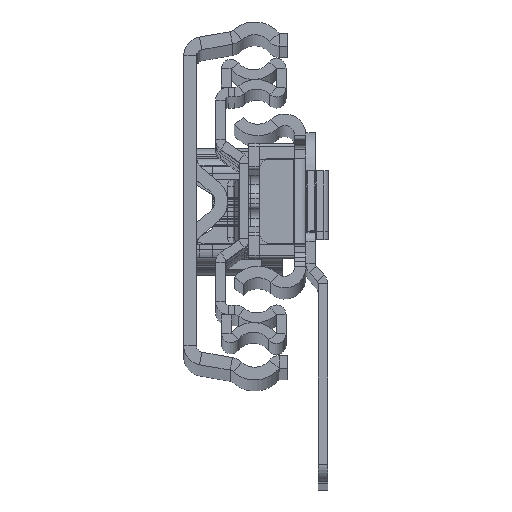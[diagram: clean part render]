
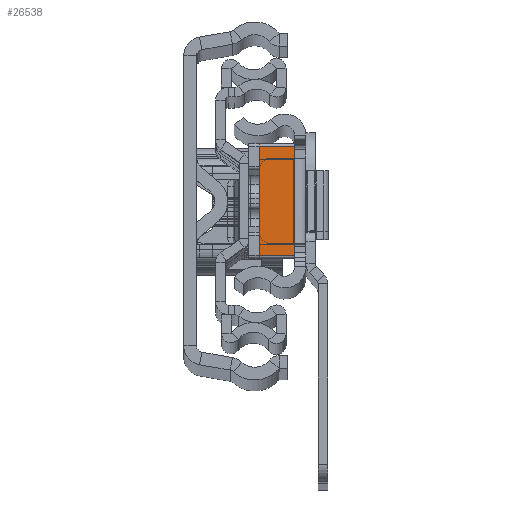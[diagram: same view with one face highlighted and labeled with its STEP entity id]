
A CAD part, top view. The second image highlights one B-rep face of the part: STEP entity #26538.
In plain terms, the highlighted planar face has unit normal (0, 0, 1).
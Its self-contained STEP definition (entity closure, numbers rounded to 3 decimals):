
#2142 = EDGE_LOOP ( 'NONE', ( #8438, #26599, #32065, #17043 ) ) ;
#2567 = DIRECTION ( 'NONE',  ( 1., 0., 0. ) ) ;
#2892 = CARTESIAN_POINT ( 'NONE',  ( 0., 11114.482, 0. ) ) ;
#3588 = VERTEX_POINT ( 'NONE', #17923 ) ;
#4106 = EDGE_CURVE ( 'NONE', #10576, #19418, #11035, .T. ) ;
#4479 = VECTOR ( 'NONE', #26801, 1000. ) ;
#7274 = CARTESIAN_POINT ( 'NONE',  ( 0., -8.5, 0. ) ) ;
#7852 = PLANE ( 'NONE',  #25563 ) ;
#8438 = ORIENTED_EDGE ( 'NONE', *, *, #4106, .T. ) ;
#9292 = LINE ( 'NONE', #29254, #4479 ) ;
#10576 = VERTEX_POINT ( 'NONE', #11732 ) ;
#11035 = LINE ( 'NONE', #21030, #21418 ) ;
#11732 = CARTESIAN_POINT ( 'NONE',  ( 0., 8.5, 0. ) ) ;
#15338 = EDGE_CURVE ( 'NONE', #3588, #10576, #17421, .T. ) ;
#15357 = DIRECTION ( 'NONE',  ( 0., 0., 1. ) ) ;
#16561 = CARTESIAN_POINT ( 'NONE',  ( 0., -8.5, 0. ) ) ;
#17043 = ORIENTED_EDGE ( 'NONE', *, *, #15338, .T. ) ;
#17421 = LINE ( 'NONE', #27445, #23055 ) ;
#17499 = VECTOR ( 'NONE', #27240, 1000. ) ;
#17737 = DIRECTION ( 'NONE',  ( -1., 0., 0. ) ) ;
#17923 = CARTESIAN_POINT ( 'NONE',  ( 5.5, 8.5, 0. ) ) ;
#18544 = DIRECTION ( 'NONE',  ( 0., -1., 0. ) ) ;
#19418 = VERTEX_POINT ( 'NONE', #16561 ) ;
#19697 = LINE ( 'NONE', #7274, #17499 ) ;
#21030 = CARTESIAN_POINT ( 'NONE',  ( 0., 11114.482, 0. ) ) ;
#21418 = VECTOR ( 'NONE', #18544, 1000. ) ;
#23055 = VECTOR ( 'NONE', #17737, 1000. ) ;
#24020 = VERTEX_POINT ( 'NONE', #31416 ) ;
#24516 = EDGE_CURVE ( 'NONE', #19418, #24020, #19697, .T. ) ;
#25035 = FACE_OUTER_BOUND ( 'NONE', #2142, .T. ) ;
#25563 = AXIS2_PLACEMENT_3D ( 'NONE', #2892, #15357, #2567 ) ;
#26538 = ADVANCED_FACE ( 'NONE', ( #25035 ), #7852, .T. ) ;
#26599 = ORIENTED_EDGE ( 'NONE', *, *, #24516, .T. ) ;
#26801 = DIRECTION ( 'NONE',  ( 0., 1., 0. ) ) ;
#27240 = DIRECTION ( 'NONE',  ( 1., 0., 0. ) ) ;
#27445 = CARTESIAN_POINT ( 'NONE',  ( 0., 8.5, 0. ) ) ;
#29254 = CARTESIAN_POINT ( 'NONE',  ( 5.5, 11114.482, 0. ) ) ;
#30394 = EDGE_CURVE ( 'NONE', #24020, #3588, #9292, .T. ) ;
#31416 = CARTESIAN_POINT ( 'NONE',  ( 5.5, -8.5, 0. ) ) ;
#32065 = ORIENTED_EDGE ( 'NONE', *, *, #30394, .T. ) ;
